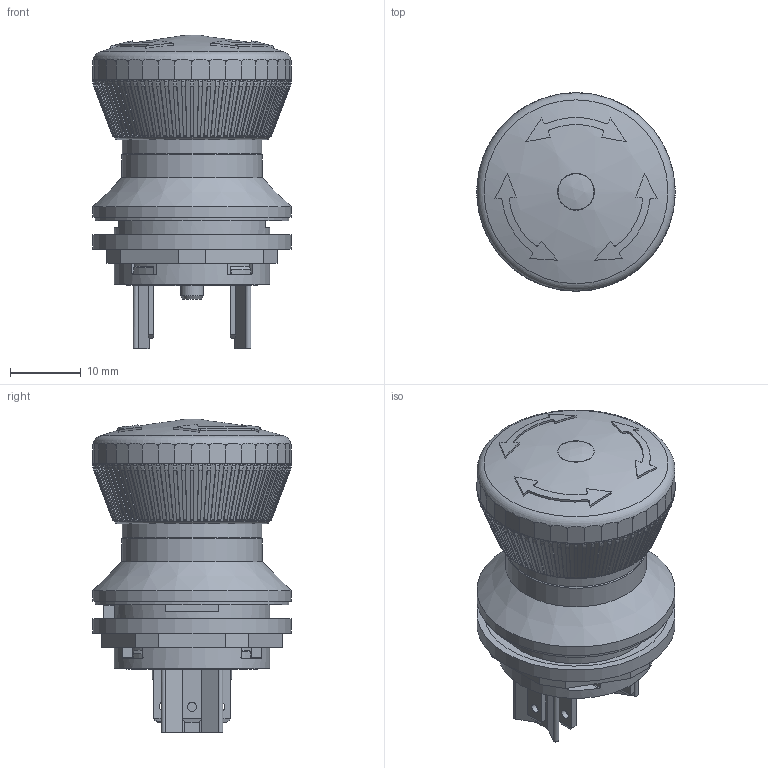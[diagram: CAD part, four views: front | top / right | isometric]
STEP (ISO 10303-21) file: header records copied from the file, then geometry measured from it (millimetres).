
FILE_DESCRIPTION(/* description */ (''),/* implementation_level */ '2;1');
FILE_NAME(/* name */ 'FRVKLOO_representative_contact.stp',/* time_stamp */ '2017-08-21T09:25:08+02:00',/* author */ ('mharscher'),/* organization */ (''),/* preprocessor_version */ 'ST-DEVELOPER v16.1',/* originating_system */ 'Autodesk Inventor 2016',/* authorisation */ '');
FILE_SCHEMA (('AUTOMOTIVE_DESIGN { 1 0 10303 214 3 1 1 }'));
Length unit declared in the file: centimetre
Products named in the file (1): FRVKLOO_representative_contact
Bounding box: 28 x 28 x 44.3 mm (x, y, z)
Volume: 16068.1 mm3; surface area: 5770.1 mm2
Topology: 1 solids, 1 shells, 1461 faces, 3985 edges, 2563 vertices
Faces by surface type: plane 964, torus 218, cylinder 174, cone 82, bspline 18, sphere 5
Full cylindrical faces by diameter (mm): 1 x3, 1.3 x6, 3.2 x3, 5.1 x1, 5.2 x1, 18.5 x1, 19.65 x1, 19.85 x1, 22 x2, 26 x1, 27.4 x1, 28 x2
Entity records: 47852 total; most frequent: CARTESIAN_POINT 12487, ORIENTED_EDGE 7872, DIRECTION 6808, EDGE_CURVE 3936, VERTEX_POINT 2545, AXIS2_PLACEMENT_3D 2288, LINE 2232, VECTOR 2232
